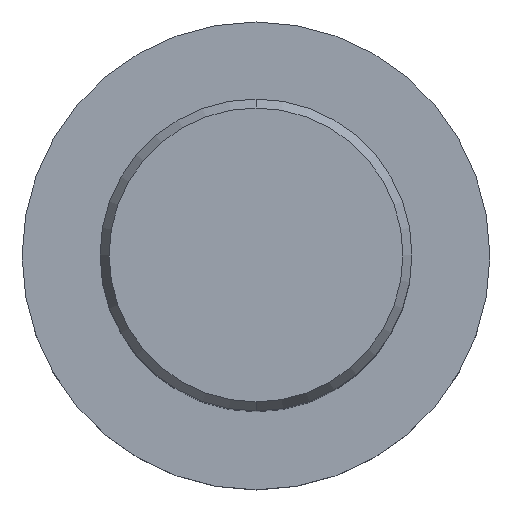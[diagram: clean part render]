
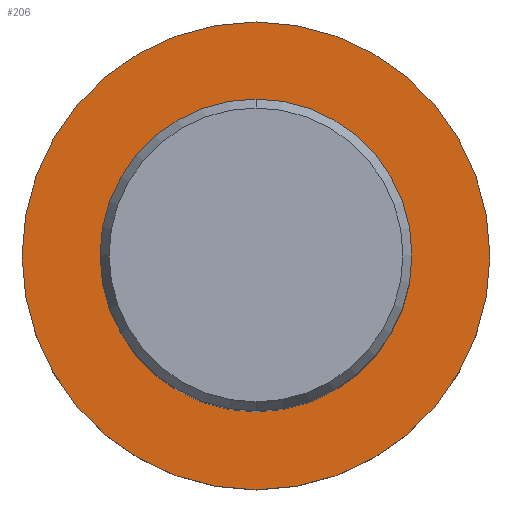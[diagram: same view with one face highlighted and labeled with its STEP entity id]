
A CAD part, top view. The second image highlights one B-rep face of the part: STEP entity #206.
In plain terms, the highlighted planar face has unit normal (0, 0, 1).
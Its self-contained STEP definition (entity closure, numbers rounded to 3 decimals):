
#206=ADVANCED_FACE('',(#571,#572),#573,.T.);
#208=EDGE_CURVE('',#360,#284,#575,.T.);
#262=VERTEX_POINT('',#634);
#284=VERTEX_POINT('',#658);
#286=EDGE_CURVE('',#284,#360,#660,.T.);
#360=VERTEX_POINT('',#743);
#382=EDGE_CURVE('',#262,#384,#765,.T.);
#384=VERTEX_POINT('',#767);
#436=EDGE_CURVE('',#384,#262,#823,.T.);
#571=FACE_BOUND('',#963,.T.);
#572=FACE_OUTER_BOUND('',#964,.T.);
#573=PLANE('',#965);
#575=CIRCLE('',#968,30.0);
#634=CARTESIAN_POINT('',(0.0,20.0,-70.0));
#658=CARTESIAN_POINT('',(0.0,30.0,-70.0));
#660=CIRCLE('',#1110,30.0);
#743=CARTESIAN_POINT('',(0.,-30.0,-70.0));
#765=CIRCLE('',#1345,20.0);
#767=CARTESIAN_POINT('',(0.,-20.0,-70.0));
#823=CIRCLE('',#1494,20.0);
#963=EDGE_LOOP('',(#1735,#1736));
#964=EDGE_LOOP('',(#1737,#1738));
#965=AXIS2_PLACEMENT_3D('',#1739,#1740,#1741);
#968=AXIS2_PLACEMENT_3D('',#1742,#1743,#1744);
#1110=AXIS2_PLACEMENT_3D('',#1827,#1828,#1829);
#1345=AXIS2_PLACEMENT_3D('',#1948,#1949,#1950);
#1494=AXIS2_PLACEMENT_3D('',#2017,#2018,#2019);
#1735=ORIENTED_EDGE('',*,*,#382,.T.);
#1736=ORIENTED_EDGE('',*,*,#436,.T.);
#1737=ORIENTED_EDGE('',*,*,#286,.F.);
#1738=ORIENTED_EDGE('',*,*,#208,.F.);
#1739=CARTESIAN_POINT('',(0.0,15.0,-70.0));
#1740=DIRECTION('',(-0.0,0.0,1.0));
#1741=DIRECTION('',(0.0,-1.0,0.0));
#1742=CARTESIAN_POINT('',(0.0,0.0,-70.0));
#1743=DIRECTION('',(0.0,0.0,-1.0));
#1744=DIRECTION('',(0.0,1.0,0.0));
#1827=CARTESIAN_POINT('',(0.0,0.0,-70.0));
#1828=DIRECTION('',(0.0,0.0,-1.0));
#1829=DIRECTION('',(0.0,1.0,0.0));
#1948=CARTESIAN_POINT('',(0.0,0.0,-70.0));
#1949=DIRECTION('',(-0.0,0.0,-1.0));
#1950=DIRECTION('',(0.0,1.0,0.0));
#2017=CARTESIAN_POINT('',(0.0,0.0,-70.0));
#2018=DIRECTION('',(-0.0,0.0,-1.0));
#2019=DIRECTION('',(0.0,1.0,0.0));
